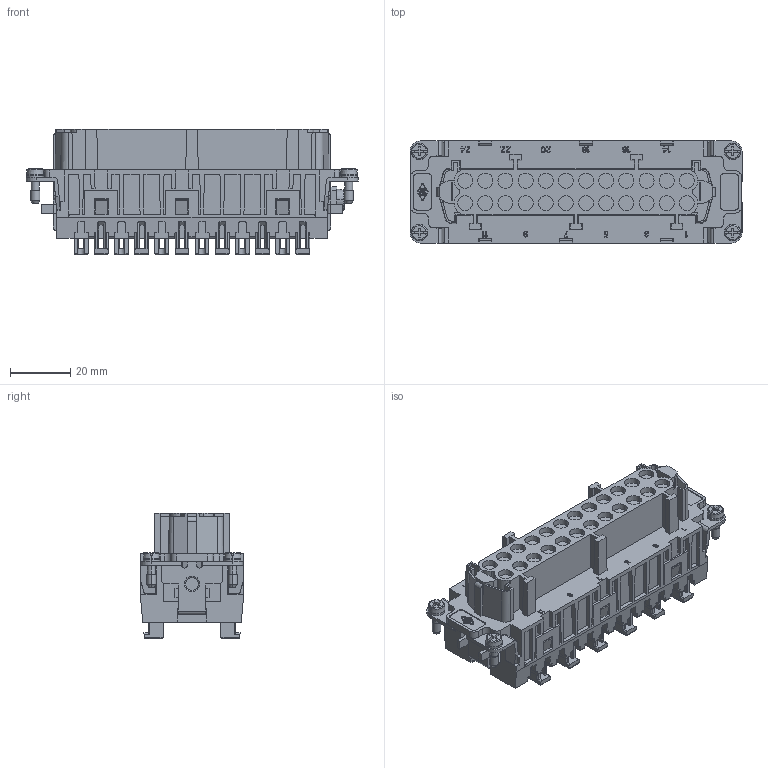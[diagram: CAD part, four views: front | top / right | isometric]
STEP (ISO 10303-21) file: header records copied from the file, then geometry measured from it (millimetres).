
FILE_DESCRIPTION(('Creo Elements/Direct Modeling STEP Export'),'2;1');
FILE_NAME('0ln7uvk44umqu9p3768','2016-09-29T13:43:50',(''),(''),'PTC Creo Elements/Direct Modeling STEP processor for AP214 (Solid Model)','PTC Creo Elements/Direct Modeling 19.0E 27-Jun-2016 (C) Parametric Technology GmbH','');
FILE_SCHEMA(('AUTOMOTIVE_DESIGN { 1 0 10303 214 1 1 1 1 }'));
Products named in the file (2): CMSHF_10
Assembly tree (1 placements, depth 2):
  CMSHF_10
    CMSHF_10
Bounding box: 110.4 x 34 x 41.7 mm (x, y, z)
Volume: 80884.1 mm3; surface area: 33511.6 mm2
Topology: 1 solids, 1 shells, 2609 faces, 8038 edges, 5514 vertices
Faces by surface type: plane 2036, cylinder 541, cone 18, torus 14
Entity records: 103840 total; most frequent: CARTESIAN_POINT 16962, ORIENTED_EDGE 16076, DIRECTION 13722, EDGE_CURVE 8038, VECTOR 6790, LINE 6790, VERTEX_POINT 5514, AXIS2_PLACEMENT_3D 3466
